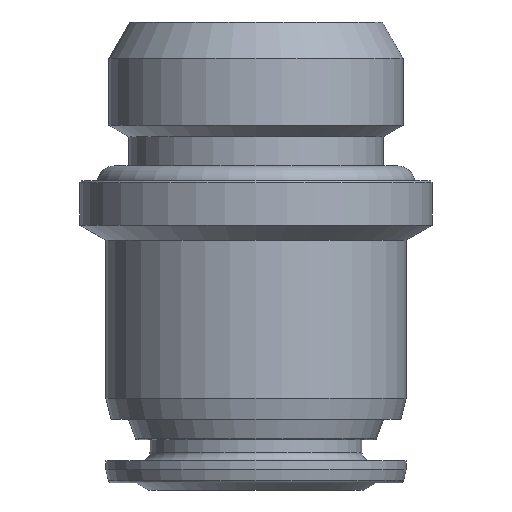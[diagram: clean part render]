
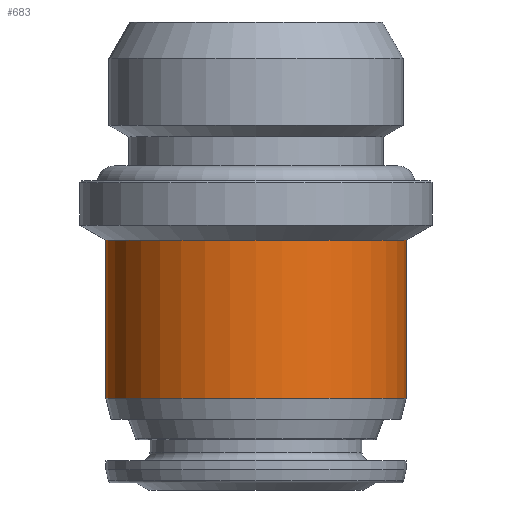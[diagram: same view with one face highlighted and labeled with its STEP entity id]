
A CAD part, front view. The second image highlights one B-rep face of the part: STEP entity #683.
In plain terms, the highlighted cylindrical face has radius 8.5 mm (diameter 17 mm), a full revolution.
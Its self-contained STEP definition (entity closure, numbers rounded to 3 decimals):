
#27=CYLINDRICAL_SURFACE('',#734,8.5);
#41=CIRCLE('',#733,8.5);
#42=CIRCLE('',#735,8.5);
#126=ORIENTED_EDGE('',*,*,#196,.F.);
#127=ORIENTED_EDGE('',*,*,#195,.T.);
#195=EDGE_CURVE('',#235,#235,#41,.T.);
#196=EDGE_CURVE('',#236,#236,#42,.T.);
#235=VERTEX_POINT('',#1006);
#236=VERTEX_POINT('',#1009);
#305=EDGE_LOOP('',(#126));
#306=EDGE_LOOP('',(#127));
#369=FACE_BOUND('',#305,.T.);
#370=FACE_BOUND('',#306,.T.);
#683=ADVANCED_FACE('',(#369,#370),#27,.T.);
#733=AXIS2_PLACEMENT_3D('',#1005,#837,#838);
#734=AXIS2_PLACEMENT_3D('',#1007,#839,#840);
#735=AXIS2_PLACEMENT_3D('',#1008,#841,#842);
#837=DIRECTION('',(0.,0.,-1.));
#838=DIRECTION('',(-1.,0.,0.));
#839=DIRECTION('',(0.,0.,-1.));
#840=DIRECTION('',(-1.,0.,0.));
#841=DIRECTION('',(0.,0.,-1.));
#842=DIRECTION('',(-1.,0.,0.));
#1005=CARTESIAN_POINT('',(0.,0.,-12.352));
#1006=CARTESIAN_POINT('',(-8.5,0.,-12.352));
#1007=CARTESIAN_POINT('',(0.,0.,-26.5));
#1008=CARTESIAN_POINT('',(0.,0.,-21.3));
#1009=CARTESIAN_POINT('',(-8.5,0.,-21.3));
